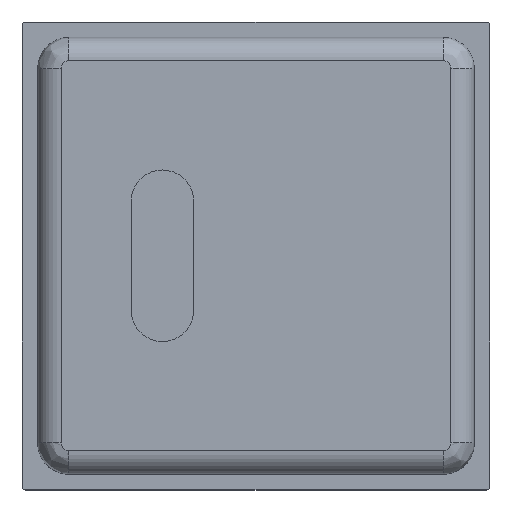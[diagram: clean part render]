
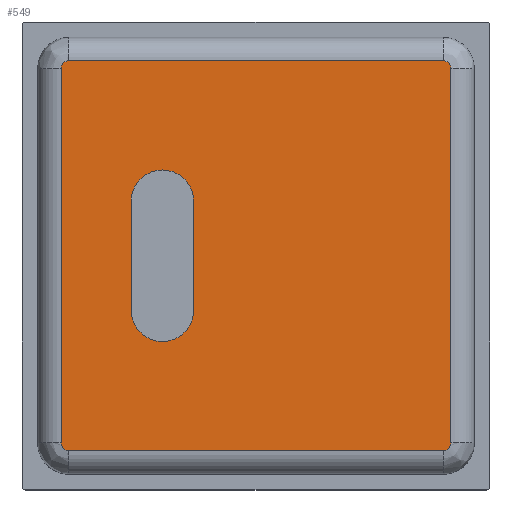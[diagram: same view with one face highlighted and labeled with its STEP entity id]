
A CAD part, top view. The second image highlights one B-rep face of the part: STEP entity #549.
In plain terms, the highlighted planar face has unit normal (0, 0, 1).
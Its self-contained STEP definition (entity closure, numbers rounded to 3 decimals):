
#18=FACE_BOUND('',#181,.T.);
#22=PLANE('',#649);
#35=LINE('',#878,#79);
#37=LINE('',#898,#81);
#39=LINE('',#918,#83);
#40=LINE('',#934,#84);
#49=LINE('',#959,#93);
#50=LINE('',#962,#94);
#79=VECTOR('',#701,10.);
#81=VECTOR('',#713,10.);
#83=VECTOR('',#725,10.);
#84=VECTOR('',#734,10.);
#93=VECTOR('',#759,10.);
#94=VECTOR('',#762,10.);
#148=FACE_OUTER_BOUND('',#180,.T.);
#180=EDGE_LOOP('',(#406,#407,#408,#409,#410,#411,#412,#413));
#181=EDGE_LOOP('',(#414,#415,#416,#417));
#203=CIRCLE('',#624,0.05);
#209=CIRCLE('',#631,0.05);
#213=CIRCLE('',#636,0.05);
#217=CIRCLE('',#641,0.05);
#220=CIRCLE('',#650,0.2);
#221=CIRCLE('',#651,0.2);
#235=VERTEX_POINT('',#866);
#236=VERTEX_POINT('',#868);
#238=VERTEX_POINT('',#874);
#240=VERTEX_POINT('',#888);
#242=VERTEX_POINT('',#894);
#244=VERTEX_POINT('',#908);
#246=VERTEX_POINT('',#914);
#248=VERTEX_POINT('',#928);
#255=VERTEX_POINT('',#955);
#256=VERTEX_POINT('',#956);
#257=VERTEX_POINT('',#958);
#258=VERTEX_POINT('',#960);
#283=EDGE_CURVE('',#235,#236,#203,.T.);
#288=EDGE_CURVE('',#236,#238,#35,.T.);
#291=EDGE_CURVE('',#238,#240,#209,.T.);
#294=EDGE_CURVE('',#240,#242,#37,.T.);
#297=EDGE_CURVE('',#242,#244,#213,.T.);
#300=EDGE_CURVE('',#244,#246,#39,.T.);
#303=EDGE_CURVE('',#246,#248,#217,.T.);
#304=EDGE_CURVE('',#248,#235,#40,.T.);
#315=EDGE_CURVE('',#255,#256,#220,.T.);
#316=EDGE_CURVE('',#256,#257,#49,.T.);
#317=EDGE_CURVE('',#257,#258,#221,.T.);
#318=EDGE_CURVE('',#258,#255,#50,.T.);
#406=ORIENTED_EDGE('',*,*,#283,.F.);
#407=ORIENTED_EDGE('',*,*,#304,.F.);
#408=ORIENTED_EDGE('',*,*,#303,.F.);
#409=ORIENTED_EDGE('',*,*,#300,.F.);
#410=ORIENTED_EDGE('',*,*,#297,.F.);
#411=ORIENTED_EDGE('',*,*,#294,.F.);
#412=ORIENTED_EDGE('',*,*,#291,.F.);
#413=ORIENTED_EDGE('',*,*,#288,.F.);
#414=ORIENTED_EDGE('',*,*,#315,.T.);
#415=ORIENTED_EDGE('',*,*,#316,.T.);
#416=ORIENTED_EDGE('',*,*,#317,.T.);
#417=ORIENTED_EDGE('',*,*,#318,.T.);
#549=ADVANCED_FACE('',(#148,#18),#22,.T.);
#624=AXIS2_PLACEMENT_3D('',#869,#690,#691);
#631=AXIS2_PLACEMENT_3D('',#892,#706,#707);
#636=AXIS2_PLACEMENT_3D('',#912,#718,#719);
#641=AXIS2_PLACEMENT_3D('',#932,#730,#731);
#649=AXIS2_PLACEMENT_3D('',#954,#755,#756);
#650=AXIS2_PLACEMENT_3D('',#957,#757,#758);
#651=AXIS2_PLACEMENT_3D('',#961,#760,#761);
#690=DIRECTION('center_axis',(0.,0.,-1.));
#691=DIRECTION('ref_axis',(0.707,0.707,0.));
#701=DIRECTION('',(0.,-1.,0.));
#706=DIRECTION('center_axis',(0.,0.,-1.));
#707=DIRECTION('ref_axis',(0.707,-0.707,0.));
#713=DIRECTION('',(-1.,0.,0.));
#718=DIRECTION('center_axis',(0.,0.,-1.));
#719=DIRECTION('ref_axis',(-0.707,-0.707,0.));
#725=DIRECTION('',(0.,1.,0.));
#730=DIRECTION('center_axis',(0.,0.,-1.));
#731=DIRECTION('ref_axis',(-0.707,0.707,0.));
#734=DIRECTION('',(1.,0.,0.));
#755=DIRECTION('center_axis',(0.,0.,1.));
#756=DIRECTION('ref_axis',(1.,0.,0.));
#757=DIRECTION('center_axis',(0.,0.,-1.));
#758=DIRECTION('ref_axis',(1.,0.,0.));
#759=DIRECTION('',(0.,1.,0.));
#760=DIRECTION('center_axis',(0.,0.,-1.));
#761=DIRECTION('ref_axis',(1.,0.,0.));
#762=DIRECTION('',(0.,-1.,0.));
#866=CARTESIAN_POINT('',(1.2,1.25,1.));
#868=CARTESIAN_POINT('',(1.25,1.2,1.));
#869=CARTESIAN_POINT('Origin',(1.2,1.2,1.));
#874=CARTESIAN_POINT('',(1.25,-1.2,1.));
#878=CARTESIAN_POINT('',(1.25,-0.7,1.));
#888=CARTESIAN_POINT('',(1.2,-1.25,1.));
#892=CARTESIAN_POINT('Origin',(1.2,-1.2,1.));
#894=CARTESIAN_POINT('',(-1.2,-1.25,1.));
#898=CARTESIAN_POINT('',(-0.7,-1.25,1.));
#908=CARTESIAN_POINT('',(-1.25,-1.2,1.));
#912=CARTESIAN_POINT('Origin',(-1.2,-1.2,1.));
#914=CARTESIAN_POINT('',(-1.25,1.2,1.));
#918=CARTESIAN_POINT('',(-1.25,0.7,1.));
#928=CARTESIAN_POINT('',(-1.2,1.25,1.));
#932=CARTESIAN_POINT('Origin',(-1.2,1.2,1.));
#934=CARTESIAN_POINT('',(0.7,1.25,1.));
#954=CARTESIAN_POINT('Origin',(0.,0.,1.));
#955=CARTESIAN_POINT('',(-0.4,-0.35,1.));
#956=CARTESIAN_POINT('',(-0.8,-0.35,1.));
#957=CARTESIAN_POINT('Origin',(-0.6,-0.35,1.));
#958=CARTESIAN_POINT('',(-0.8,0.35,1.));
#959=CARTESIAN_POINT('',(-0.8,-0.175,1.));
#960=CARTESIAN_POINT('',(-0.4,0.35,1.));
#961=CARTESIAN_POINT('Origin',(-0.6,0.35,1.));
#962=CARTESIAN_POINT('',(-0.4,0.175,1.));
